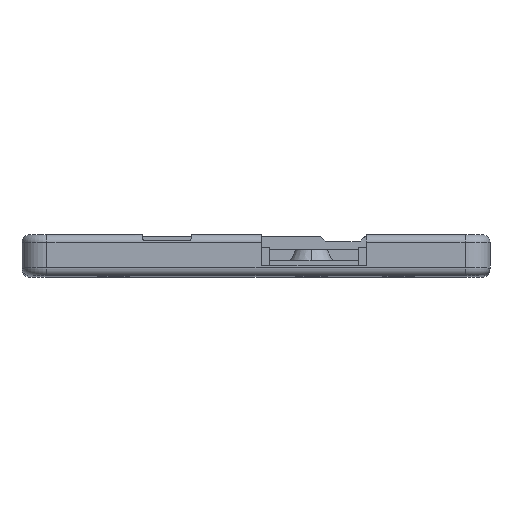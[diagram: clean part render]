
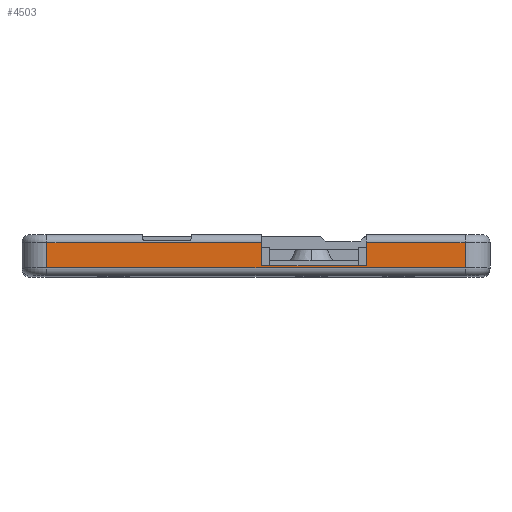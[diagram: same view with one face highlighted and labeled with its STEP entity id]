
A CAD part, top view. The second image highlights one B-rep face of the part: STEP entity #4503.
In plain terms, the highlighted planar face has unit normal (0, 0, 1).
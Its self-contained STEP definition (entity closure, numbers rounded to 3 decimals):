
#70 = DIRECTION ( 'NONE',  ( -1., 0., 0. ) ) ;
#142 = DIRECTION ( 'NONE',  ( 0., 0., -1. ) ) ;
#271 = PLANE ( 'NONE',  #2105 ) ;
#299 = DIRECTION ( 'NONE',  ( 0., -1., 0. ) ) ;
#309 = VECTOR ( 'NONE', #70, 1000. ) ;
#346 = VECTOR ( 'NONE', #299, 1000. ) ;
#435 = VERTEX_POINT ( 'NONE', #5983 ) ;
#463 = VECTOR ( 'NONE', #500, 1000. ) ;
#500 = DIRECTION ( 'NONE',  ( 0., -1., 0. ) ) ;
#579 = ORIENTED_EDGE ( 'NONE', *, *, #3319, .F. ) ;
#669 = CARTESIAN_POINT ( 'NONE',  ( 0.95, -2.92, 69.17 ) ) ;
#725 = CARTESIAN_POINT ( 'NONE',  ( 17.65, -2.92, 69.17 ) ) ;
#836 = EDGE_CURVE ( 'NONE', #4892, #3284, #5883, .T. ) ;
#1002 = EDGE_CURVE ( 'NONE', #4892, #5408, #5551, .T. ) ;
#1038 = CARTESIAN_POINT ( 'NONE',  ( -33.5, 0.83, 69.17 ) ) ;
#1132 = DIRECTION ( 'NONE',  ( 0., -1., 0. ) ) ;
#1298 = LINE ( 'NONE', #4702, #346 ) ;
#1495 = VERTEX_POINT ( 'NONE', #2218 ) ;
#1508 = ORIENTED_EDGE ( 'NONE', *, *, #1002, .F. ) ;
#1523 = CARTESIAN_POINT ( 'NONE',  ( -33.5, 0.83, 69.17 ) ) ;
#1559 = VECTOR ( 'NONE', #5553, 1000. ) ;
#1585 = EDGE_CURVE ( 'NONE', #3284, #1870, #3184, .T. ) ;
#1870 = VERTEX_POINT ( 'NONE', #725 ) ;
#2036 = EDGE_CURVE ( 'NONE', #1495, #4717, #5395, .T. ) ;
#2105 = AXIS2_PLACEMENT_3D ( 'NONE', #5625, #142, #4547 ) ;
#2154 = CARTESIAN_POINT ( 'NONE',  ( 33.5, 0.83, 69.17 ) ) ;
#2201 = EDGE_CURVE ( 'NONE', #2900, #1870, #2573, .T. ) ;
#2218 = CARTESIAN_POINT ( 'NONE',  ( 0.95, 0.83, 69.17 ) ) ;
#2335 = ORIENTED_EDGE ( 'NONE', *, *, #1585, .T. ) ;
#2519 = CARTESIAN_POINT ( 'NONE',  ( 33.5, -3.25, 69.17 ) ) ;
#2573 = LINE ( 'NONE', #6048, #1559 ) ;
#2594 = CARTESIAN_POINT ( 'NONE',  ( -33.5, -3.25, 69.17 ) ) ;
#2872 = LINE ( 'NONE', #5333, #463 ) ;
#2900 = VERTEX_POINT ( 'NONE', #669 ) ;
#2938 = DIRECTION ( 'NONE',  ( -1., 0., 0. ) ) ;
#2990 = VECTOR ( 'NONE', #3155, 1000. ) ;
#3155 = DIRECTION ( 'NONE',  ( 0., -1., 0. ) ) ;
#3184 = LINE ( 'NONE', #5772, #2990 ) ;
#3214 = ORIENTED_EDGE ( 'NONE', *, *, #836, .T. ) ;
#3284 = VERTEX_POINT ( 'NONE', #5260 ) ;
#3319 = EDGE_CURVE ( 'NONE', #1495, #2900, #1298, .T. ) ;
#3474 = LINE ( 'NONE', #2594, #4870 ) ;
#3569 = ORIENTED_EDGE ( 'NONE', *, *, #5769, .T. ) ;
#3620 = FACE_OUTER_BOUND ( 'NONE', #3633, .T. ) ;
#3633 = EDGE_LOOP ( 'NONE', ( #1508, #3214, #2335, #4186, #579, #4375, #3569, #5303 ) ) ;
#4001 = EDGE_CURVE ( 'NONE', #435, #5408, #3474, .T. ) ;
#4186 = ORIENTED_EDGE ( 'NONE', *, *, #2201, .F. ) ;
#4334 = VECTOR ( 'NONE', #2938, 1000. ) ;
#4375 = ORIENTED_EDGE ( 'NONE', *, *, #2036, .T. ) ;
#4503 = ADVANCED_FACE ( 'NONE', ( #3620 ), #271, .F. ) ;
#4547 = DIRECTION ( 'NONE',  ( -1., 0., 0. ) ) ;
#4702 = CARTESIAN_POINT ( 'NONE',  ( 0.95, 159.942, 69.17 ) ) ;
#4717 = VERTEX_POINT ( 'NONE', #5946 ) ;
#4870 = VECTOR ( 'NONE', #6098, 1000. ) ;
#4892 = VERTEX_POINT ( 'NONE', #2154 ) ;
#5255 = VECTOR ( 'NONE', #1132, 1000. ) ;
#5260 = CARTESIAN_POINT ( 'NONE',  ( 17.65, 0.83, 69.17 ) ) ;
#5303 = ORIENTED_EDGE ( 'NONE', *, *, #4001, .T. ) ;
#5333 = CARTESIAN_POINT ( 'NONE',  ( -33.5, 159.942, 69.17 ) ) ;
#5395 = LINE ( 'NONE', #1523, #4334 ) ;
#5408 = VERTEX_POINT ( 'NONE', #2519 ) ;
#5551 = LINE ( 'NONE', #6046, #5255 ) ;
#5553 = DIRECTION ( 'NONE',  ( 1., 0., 0. ) ) ;
#5625 = CARTESIAN_POINT ( 'NONE',  ( -33.5, 159.942, 69.17 ) ) ;
#5769 = EDGE_CURVE ( 'NONE', #4717, #435, #2872, .T. ) ;
#5772 = CARTESIAN_POINT ( 'NONE',  ( 17.65, 159.942, 69.17 ) ) ;
#5883 = LINE ( 'NONE', #1038, #309 ) ;
#5946 = CARTESIAN_POINT ( 'NONE',  ( -33.5, 0.83, 69.17 ) ) ;
#5983 = CARTESIAN_POINT ( 'NONE',  ( -33.5, -3.25, 69.17 ) ) ;
#6046 = CARTESIAN_POINT ( 'NONE',  ( 33.5, 159.942, 69.17 ) ) ;
#6048 = CARTESIAN_POINT ( 'NONE',  ( -33.5, -2.92, 69.17 ) ) ;
#6098 = DIRECTION ( 'NONE',  ( 1., 0., 0. ) ) ;
